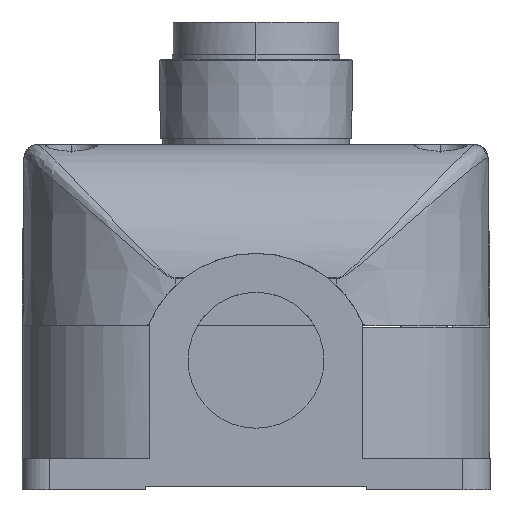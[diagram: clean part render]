
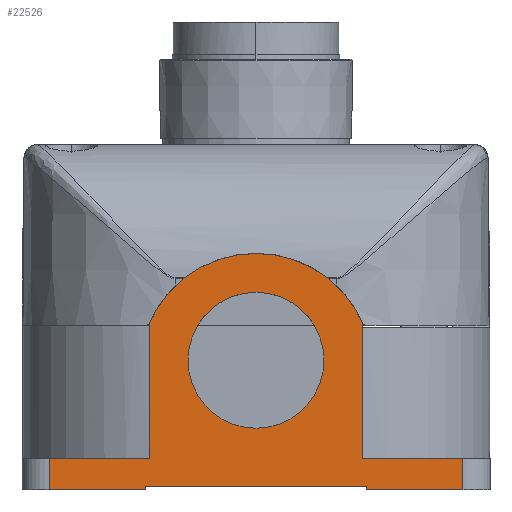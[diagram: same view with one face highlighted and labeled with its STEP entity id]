
A CAD part, left-side view. The second image highlights one B-rep face of the part: STEP entity #22526.
In plain terms, the highlighted planar face has unit normal (-1, 0, 0).
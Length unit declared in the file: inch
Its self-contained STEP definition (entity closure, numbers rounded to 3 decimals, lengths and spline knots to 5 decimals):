
#26 = ORIENTED_EDGE ( 'NONE', *, *, #11516, .F. ) ;
#465 = EDGE_CURVE ( 'NONE', #11093, #9613, #8088, .T. ) ;
#839 = CARTESIAN_POINT ( 'NONE',  ( 0., -2.68088, 0.18898 ) ) ;
#917 = DIRECTION ( 'NONE',  ( 0., 0., 1. ) ) ;
#1048 = CARTESIAN_POINT ( 'NONE',  ( 0., -0.16536, 0. ) ) ;
#1103 = VERTEX_POINT ( 'NONE', #24165 ) ;
#1114 = ORIENTED_EDGE ( 'NONE', *, *, #20103, .F. ) ;
#2781 = AXIS2_PLACEMENT_3D ( 'NONE', #14576, #14282, #16929 ) ;
#2798 = VECTOR ( 'NONE', #21414, 39.37008 ) ;
#2905 = CARTESIAN_POINT ( 'NONE',  ( 0., -0.77594, 1.01706 ) ) ;
#3123 = FACE_BOUND ( 'NONE', #25322, .T. ) ;
#3435 = DIRECTION ( 'NONE',  ( -1., 0., 0. ) ) ;
#3988 = EDGE_LOOP ( 'NONE', ( #26, #28354, #16812, #22062, #18897, #1114, #9059, #17880, #26975, #6409, #8407, #20052 ) ) ;
#4055 = CARTESIAN_POINT ( 'NONE',  ( 0., -2.09241, 0.01969 ) ) ;
#4139 = LINE ( 'NONE', #26506, #17318 ) ;
#4257 = CARTESIAN_POINT ( 'NONE',  ( 0., -1.42312, 1.20079 ) ) ;
#5491 = VERTEX_POINT ( 'NONE', #27525 ) ;
#5586 = CARTESIAN_POINT ( 'NONE',  ( 0., -0.16536, 0.18898 ) ) ;
#6013 = DIRECTION ( 'NONE',  ( 0., 0., -1. ) ) ;
#6108 = DIRECTION ( 'NONE',  ( 0., 1., 0. ) ) ;
#6409 = ORIENTED_EDGE ( 'NONE', *, *, #16784, .T. ) ;
#6867 = CARTESIAN_POINT ( 'NONE',  ( 0., -2.09241, 0.18898 ) ) ;
#7208 = CARTESIAN_POINT ( 'NONE',  ( 0., -2.09241, 0. ) ) ;
#7770 = DIRECTION ( 'NONE',  ( 0., 0., -1. ) ) ;
#7898 = VECTOR ( 'NONE', #28046, 39.37008 ) ;
#8038 = CARTESIAN_POINT ( 'NONE',  ( 0., -2.0703, 0.18898 ) ) ;
#8057 = VECTOR ( 'NONE', #6108, 39.37008 ) ;
#8088 = LINE ( 'NONE', #26160, #21914 ) ;
#8109 = AXIS2_PLACEMENT_3D ( 'NONE', #25070, #16544, #9334 ) ;
#8407 = ORIENTED_EDGE ( 'NONE', *, *, #17156, .F. ) ;
#8665 = CARTESIAN_POINT ( 'NONE',  ( 0., -2.68088, 0.18898 ) ) ;
#8780 = DIRECTION ( 'NONE',  ( 0., 1., 0. ) ) ;
#8929 = EDGE_CURVE ( 'NONE', #25471, #14048, #15484, .T. ) ;
#9059 = ORIENTED_EDGE ( 'NONE', *, *, #9808, .T. ) ;
#9334 = DIRECTION ( 'NONE',  ( 0., 0., -1. ) ) ;
#9479 = EDGE_CURVE ( 'NONE', #10585, #27003, #11785, .T. ) ;
#9613 = VERTEX_POINT ( 'NONE', #1048 ) ;
#9808 = EDGE_CURVE ( 'NONE', #5491, #21336, #4139, .T. ) ;
#10154 = VERTEX_POINT ( 'NONE', #4257 ) ;
#10339 = AXIS2_PLACEMENT_3D ( 'NONE', #21066, #3435, #917 ) ;
#10585 = VERTEX_POINT ( 'NONE', #18163 ) ;
#10601 = VERTEX_POINT ( 'NONE', #20363 ) ;
#10715 = VECTOR ( 'NONE', #17593, 39.37008 ) ;
#10794 = CARTESIAN_POINT ( 'NONE',  ( 0., -2.68088, 0. ) ) ;
#11093 = VERTEX_POINT ( 'NONE', #5586 ) ;
#11348 = AXIS2_PLACEMENT_3D ( 'NONE', #19692, #24106, #23962 ) ;
#11516 = EDGE_CURVE ( 'NONE', #20894, #25471, #16722, .T. ) ;
#11785 = LINE ( 'NONE', #18412, #18758 ) ;
#12092 = PLANE ( 'NONE',  #10339 ) ;
#12304 = CIRCLE ( 'NONE', #8109, 0.41339 ) ;
#12473 = EDGE_CURVE ( 'NONE', #25285, #10601, #23198, .T. ) ;
#12927 = CARTESIAN_POINT ( 'NONE',  ( 0., -0.77594, 0.18898 ) ) ;
#13023 = LINE ( 'NONE', #4055, #10715 ) ;
#14048 = VERTEX_POINT ( 'NONE', #14649 ) ;
#14282 = DIRECTION ( 'NONE',  ( 1., 0., 0. ) ) ;
#14576 = CARTESIAN_POINT ( 'NONE',  ( 0., -1.42312, 0.72835 ) ) ;
#14649 = CARTESIAN_POINT ( 'NONE',  ( 0., -2.0703, 1.01706 ) ) ;
#15313 = DIRECTION ( 'NONE',  ( 0., 0., -1. ) ) ;
#15484 = CIRCLE ( 'NONE', #2781, 0.70866 ) ;
#15848 = VECTOR ( 'NONE', #8780, 39.37008 ) ;
#16544 = DIRECTION ( 'NONE',  ( -1., 0., 0. ) ) ;
#16705 = LINE ( 'NONE', #8038, #7898 ) ;
#16722 = LINE ( 'NONE', #2905, #2798 ) ;
#16784 = EDGE_CURVE ( 'NONE', #25285, #23921, #26890, .T. ) ;
#16812 = ORIENTED_EDGE ( 'NONE', *, *, #465, .T. ) ;
#16929 = DIRECTION ( 'NONE',  ( 0., 0., -1. ) ) ;
#17156 = EDGE_CURVE ( 'NONE', #14048, #23921, #16705, .T. ) ;
#17318 = VECTOR ( 'NONE', #15313, 39.37008 ) ;
#17348 = CARTESIAN_POINT ( 'NONE',  ( 0., -2.09241, 0.18898 ) ) ;
#17518 = ORIENTED_EDGE ( 'NONE', *, *, #24947, .F. ) ;
#17593 = DIRECTION ( 'NONE',  ( 0., 1., 0. ) ) ;
#17880 = ORIENTED_EDGE ( 'NONE', *, *, #26565, .F. ) ;
#18163 = CARTESIAN_POINT ( 'NONE',  ( 0., -0.75383, 0.01969 ) ) ;
#18412 = CARTESIAN_POINT ( 'NONE',  ( 0., -0.75383, 0.18898 ) ) ;
#18758 = VECTOR ( 'NONE', #27410, 39.37008 ) ;
#18897 = ORIENTED_EDGE ( 'NONE', *, *, #9479, .F. ) ;
#19446 = CARTESIAN_POINT ( 'NONE',  ( 0., -0.75383, 0. ) ) ;
#19543 = LINE ( 'NONE', #17348, #25276 ) ;
#19649 = CARTESIAN_POINT ( 'NONE',  ( 0., -0.77594, 1.01706 ) ) ;
#19692 = CARTESIAN_POINT ( 'NONE',  ( 0., -1.42312, 0.7874 ) ) ;
#20052 = ORIENTED_EDGE ( 'NONE', *, *, #8929, .F. ) ;
#20103 = EDGE_CURVE ( 'NONE', #5491, #10585, #13023, .T. ) ;
#20363 = CARTESIAN_POINT ( 'NONE',  ( 0., -2.68088, 0. ) ) ;
#20506 = VECTOR ( 'NONE', #7770, 39.37008 ) ;
#20894 = VERTEX_POINT ( 'NONE', #12927 ) ;
#20930 = EDGE_CURVE ( 'NONE', #20894, #11093, #19543, .T. ) ;
#21066 = CARTESIAN_POINT ( 'NONE',  ( 0., -2.09241, 0.18898 ) ) ;
#21214 = FACE_OUTER_BOUND ( 'NONE', #3988, .T. ) ;
#21336 = VERTEX_POINT ( 'NONE', #7208 ) ;
#21414 = DIRECTION ( 'NONE',  ( 0., 0., 1. ) ) ;
#21914 = VECTOR ( 'NONE', #6013, 39.37008 ) ;
#22062 = ORIENTED_EDGE ( 'NONE', *, *, #26720, .F. ) ;
#22396 = DIRECTION ( 'NONE',  ( 0., 1., 0. ) ) ;
#22526 = ADVANCED_FACE ( 'NONE', ( #3123, #21214 ), #12092, .T. ) ;
#22714 = DIRECTION ( 'NONE',  ( 0., 1., 0. ) ) ;
#22918 = CARTESIAN_POINT ( 'NONE',  ( 0., -2.0703, 0.18898 ) ) ;
#23198 = LINE ( 'NONE', #839, #20506 ) ;
#23921 = VERTEX_POINT ( 'NONE', #22918 ) ;
#23962 = DIRECTION ( 'NONE',  ( 0., 0., -1. ) ) ;
#24054 = CIRCLE ( 'NONE', #11348, 0.41339 ) ;
#24106 = DIRECTION ( 'NONE',  ( -1., 0., 0. ) ) ;
#24165 = CARTESIAN_POINT ( 'NONE',  ( 0., -1.42312, 0.37402 ) ) ;
#24628 = ORIENTED_EDGE ( 'NONE', *, *, #25252, .F. ) ;
#24947 = EDGE_CURVE ( 'NONE', #1103, #10154, #12304, .T. ) ;
#25070 = CARTESIAN_POINT ( 'NONE',  ( 0., -1.42312, 0.7874 ) ) ;
#25252 = EDGE_CURVE ( 'NONE', #10154, #1103, #24054, .T. ) ;
#25276 = VECTOR ( 'NONE', #22714, 39.37008 ) ;
#25285 = VERTEX_POINT ( 'NONE', #8665 ) ;
#25322 = EDGE_LOOP ( 'NONE', ( #24628, #17518 ) ) ;
#25471 = VERTEX_POINT ( 'NONE', #19649 ) ;
#26160 = CARTESIAN_POINT ( 'NONE',  ( 0., -0.16536, 0.18898 ) ) ;
#26506 = CARTESIAN_POINT ( 'NONE',  ( 0., -2.09241, 0.18898 ) ) ;
#26565 = EDGE_CURVE ( 'NONE', #10601, #21336, #28623, .T. ) ;
#26720 = EDGE_CURVE ( 'NONE', #27003, #9613, #26841, .T. ) ;
#26841 = LINE ( 'NONE', #26989, #27313 ) ;
#26890 = LINE ( 'NONE', #6867, #15848 ) ;
#26975 = ORIENTED_EDGE ( 'NONE', *, *, #12473, .F. ) ;
#26989 = CARTESIAN_POINT ( 'NONE',  ( 0., -0.75383, 0. ) ) ;
#27003 = VERTEX_POINT ( 'NONE', #19446 ) ;
#27313 = VECTOR ( 'NONE', #22396, 39.37008 ) ;
#27410 = DIRECTION ( 'NONE',  ( 0., 0., -1. ) ) ;
#27525 = CARTESIAN_POINT ( 'NONE',  ( 0., -2.09241, 0.01969 ) ) ;
#28046 = DIRECTION ( 'NONE',  ( 0., 0., -1. ) ) ;
#28354 = ORIENTED_EDGE ( 'NONE', *, *, #20930, .T. ) ;
#28623 = LINE ( 'NONE', #10794, #8057 ) ;
